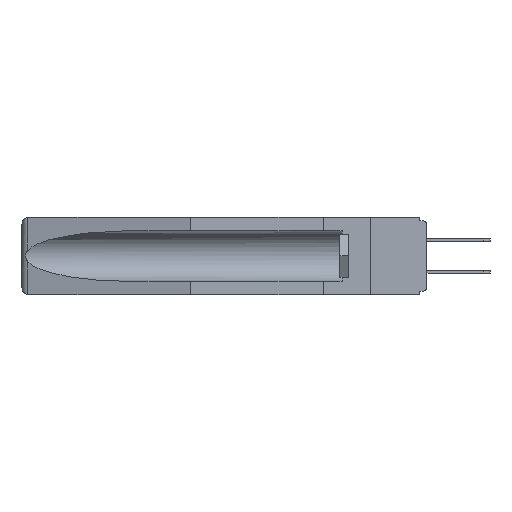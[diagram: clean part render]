
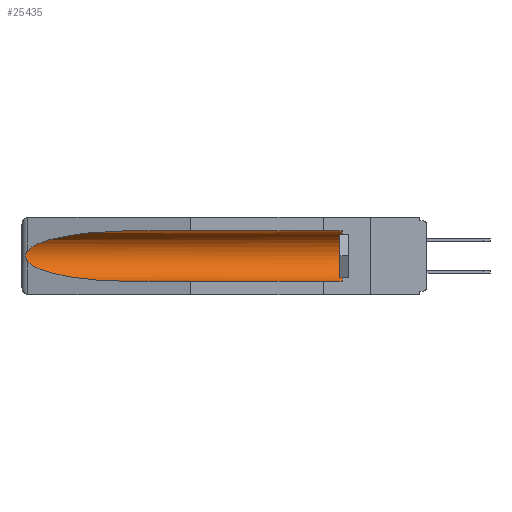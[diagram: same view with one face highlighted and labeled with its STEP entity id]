
A CAD part, left-side view. The second image highlights one B-rep face of the part: STEP entity #25435.
In plain terms, the highlighted cylindrical face has radius 2.857 mm (diameter 5.715 mm), a partial arc.
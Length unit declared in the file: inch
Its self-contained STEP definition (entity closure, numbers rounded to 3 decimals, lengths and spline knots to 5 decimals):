
#785 = CARTESIAN_POINT ( 'NONE',  ( 0.25451, 1.48313, -0.24835 ) ) ;
#1083 =( BOUNDED_CURVE ( )  B_SPLINE_CURVE ( 3, ( #26617, #11952, #31565, #23869 ),
 .UNSPECIFIED., .F., .T. ) 
 B_SPLINE_CURVE_WITH_KNOTS ( ( 4, 4 ),
 ( 4.71239, 6.08839 ),
 .UNSPECIFIED. ) 
 CURVE ( )  GEOMETRIC_REPRESENTATION_ITEM ( )  RATIONAL_B_SPLINE_CURVE ( ( 1., 0.848, 0.848, 1. ) ) 
 REPRESENTATION_ITEM ( '' )  );
#1695 = VERTEX_POINT ( 'NONE', #5678 ) ;
#2346 = EDGE_CURVE ( 'NONE', #5824, #17536, #1083, .T. ) ;
#2593 = DIRECTION ( 'NONE',  ( 0., 0., 1. ) ) ;
#3223 = CARTESIAN_POINT ( 'NONE',  ( 0.155, 1.07973, -0.284 ) ) ;
#4191 = DIRECTION ( 'NONE',  ( 0., 1., 0. ) ) ;
#4305 = EDGE_LOOP ( 'NONE', ( #15637, #18537, #18734, #4683, #11718, #27762 ) ) ;
#4315 = CARTESIAN_POINT ( 'NONE',  ( 0.26654, 1.53092, -0.15636 ) ) ;
#4683 = ORIENTED_EDGE ( 'NONE', *, *, #30328, .F. ) ;
#5002 = AXIS2_PLACEMENT_3D ( 'NONE', #10292, #5343, #17820 ) ;
#5317 = CARTESIAN_POINT ( 'NONE',  ( 0.2673, 1.53269, -0.17917 ) ) ;
#5343 = DIRECTION ( 'NONE',  ( 0., -1., 0. ) ) ;
#5678 = CARTESIAN_POINT ( 'NONE',  ( 0.155, 0.126, -0.284 ) ) ;
#5824 = VERTEX_POINT ( 'NONE', #18580 ) ;
#6481 = CARTESIAN_POINT ( 'NONE',  ( 0.155, -0.30754, -0.284 ) ) ;
#6897 = VECTOR ( 'NONE', #21138, 39.37008 ) ;
#7079 = CARTESIAN_POINT ( 'NONE',  ( 0.155, -0.30754, -0.059 ) ) ;
#7720 = CARTESIAN_POINT ( 'NONE',  ( 0.21114, 1.30732, -0.284 ) ) ;
#7796 = CARTESIAN_POINT ( 'NONE',  ( 0.26597, 1.5296, -0.19026 ) ) ;
#8108 = CARTESIAN_POINT ( 'NONE',  ( 0.2675, 1.53308, -0.16763 ) ) ;
#8729 = CARTESIAN_POINT ( 'NONE',  ( 0.26537, 1.52718, -0.14972 ) ) ;
#9064 = EDGE_CURVE ( 'NONE', #1695, #24120, #16080, .T. ) ;
#9081 = EDGE_CURVE ( 'NONE', #24794, #30955, #27432, .T. ) ;
#9236 = CARTESIAN_POINT ( 'NONE',  ( 0.26537, 1.52718, -0.19328 ) ) ;
#10089 = CARTESIAN_POINT ( 'NONE',  ( 0.155, -0.30754, -0.1715 ) ) ;
#10292 = CARTESIAN_POINT ( 'NONE',  ( 0.155, 0.126, -0.1715 ) ) ;
#11713 = CYLINDRICAL_SURFACE ( 'NONE', #17484, 0.1125 ) ;
#11718 = ORIENTED_EDGE ( 'NONE', *, *, #9064, .T. ) ;
#11952 = CARTESIAN_POINT ( 'NONE',  ( 0.21114, 1.30732, -0.059 ) ) ;
#12352 = CARTESIAN_POINT ( 'NONE',  ( 0.155, 0.126, -0.059 ) ) ;
#12950 = CARTESIAN_POINT ( 'NONE',  ( 0.2673, 1.5327, -0.16383 ) ) ;
#13357 = CARTESIAN_POINT ( 'NONE',  ( 0.26537, 1.52718, -0.14972 ) ) ;
#14151 = LINE ( 'NONE', #6481, #6897 ) ;
#14257 = VECTOR ( 'NONE', #4191, 39.37008 ) ;
#14282 = EDGE_CURVE ( 'NONE', #17536, #24794, #22725, .T. ) ;
#15373 = CARTESIAN_POINT ( 'NONE',  ( 0.26655, 1.53094, -0.18657 ) ) ;
#15637 = ORIENTED_EDGE ( 'NONE', *, *, #2346, .T. ) ;
#16080 = CIRCLE ( 'NONE', #5002, 0.1125 ) ;
#17484 = AXIS2_PLACEMENT_3D ( 'NONE', #10089, #29596, #2593 ) ;
#17536 = VERTEX_POINT ( 'NONE', #13357 ) ;
#17820 = DIRECTION ( 'NONE',  ( 0., 0., 1. ) ) ;
#18537 = ORIENTED_EDGE ( 'NONE', *, *, #14282, .T. ) ;
#18580 = CARTESIAN_POINT ( 'NONE',  ( 0.155, 1.07973, -0.059 ) ) ;
#18734 = ORIENTED_EDGE ( 'NONE', *, *, #9081, .T. ) ;
#19086 = CARTESIAN_POINT ( 'NONE',  ( 0.155, 1.07973, -0.284 ) ) ;
#20449 = FACE_OUTER_BOUND ( 'NONE', #4305, .T. ) ;
#21138 = DIRECTION ( 'NONE',  ( 0., 1., 0. ) ) ;
#22725 = B_SPLINE_CURVE_WITH_KNOTS ( 'NONE', 3,
 ( #8729, #25766, #4315, #12950, #8108, #22792, #5317, #15373, #7796, #24834 ),
 .UNSPECIFIED., .F., .F.,
 ( 4, 2, 2, 2, 4 ),
 ( 0., 0.00029, 0.00058, 0.00087, 0.00117 ),
 .UNSPECIFIED. ) ;
#22792 = CARTESIAN_POINT ( 'NONE',  ( 0.2675, 1.53308, -0.17534 ) ) ;
#23869 = CARTESIAN_POINT ( 'NONE',  ( 0.26537, 1.52718, -0.14972 ) ) ;
#24120 = VERTEX_POINT ( 'NONE', #12352 ) ;
#24794 = VERTEX_POINT ( 'NONE', #9236 ) ;
#24834 = CARTESIAN_POINT ( 'NONE',  ( 0.26537, 1.52718, -0.19328 ) ) ;
#25435 = ADVANCED_FACE ( 'NONE', ( #20449 ), #11713, .F. ) ;
#25766 = CARTESIAN_POINT ( 'NONE',  ( 0.26597, 1.52961, -0.15275 ) ) ;
#26441 = LINE ( 'NONE', #7079, #14257 ) ;
#26617 = CARTESIAN_POINT ( 'NONE',  ( 0.155, 1.07973, -0.059 ) ) ;
#27430 = EDGE_CURVE ( 'NONE', #24120, #5824, #26441, .T. ) ;
#27432 =( BOUNDED_CURVE ( )  B_SPLINE_CURVE ( 3, ( #30022, #785, #7720, #3223 ),
 .UNSPECIFIED., .F., .T. ) 
 B_SPLINE_CURVE_WITH_KNOTS ( ( 4, 4 ),
 ( 0.1948, 1.5708 ),
 .UNSPECIFIED. ) 
 CURVE ( )  GEOMETRIC_REPRESENTATION_ITEM ( )  RATIONAL_B_SPLINE_CURVE ( ( 1., 0.848, 0.848, 1. ) ) 
 REPRESENTATION_ITEM ( '' )  );
#27762 = ORIENTED_EDGE ( 'NONE', *, *, #27430, .T. ) ;
#29596 = DIRECTION ( 'NONE',  ( 0., 1., 0. ) ) ;
#30022 = CARTESIAN_POINT ( 'NONE',  ( 0.26537, 1.52718, -0.19328 ) ) ;
#30328 = EDGE_CURVE ( 'NONE', #1695, #30955, #14151, .T. ) ;
#30955 = VERTEX_POINT ( 'NONE', #19086 ) ;
#31565 = CARTESIAN_POINT ( 'NONE',  ( 0.25451, 1.48313, -0.09465 ) ) ;
